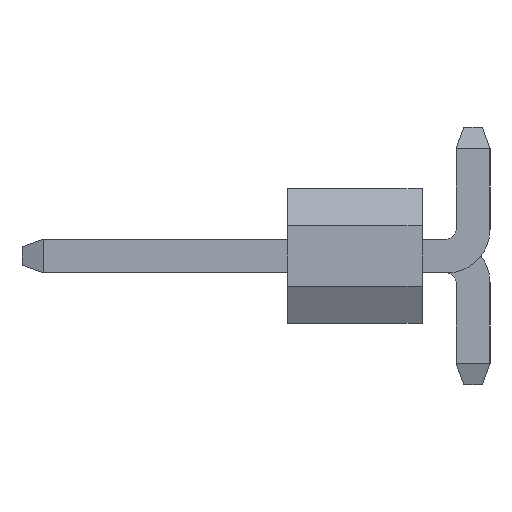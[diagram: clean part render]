
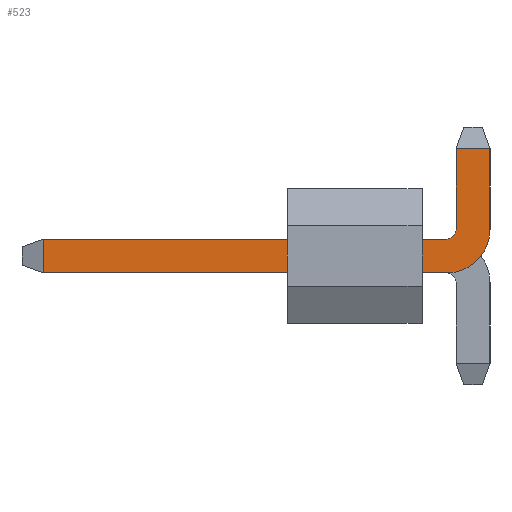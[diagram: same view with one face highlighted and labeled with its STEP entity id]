
A CAD part, left-side view. The second image highlights one B-rep face of the part: STEP entity #523.
In plain terms, the highlighted face is planar.
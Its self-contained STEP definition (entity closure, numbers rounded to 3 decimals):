
#47=CIRCLE('',#564,0.82);
#50=CIRCLE('',#568,0.18);
#59=FACE_OUTER_BOUND('',#87,.T.);
#87=EDGE_LOOP('',(#361,#362,#363,#364,#365,#366,#367,#368));
#109=LINE('',#750,#169);
#115=LINE('',#763,#175);
#124=LINE('',#787,#184);
#125=LINE('',#790,#185);
#126=LINE('',#791,#186);
#127=LINE('',#792,#187);
#169=VECTOR('',#607,1000.);
#175=VECTOR('',#615,1000.);
#184=VECTOR('',#640,1000.);
#185=VECTOR('',#643,1000.);
#186=VECTOR('',#644,1000.);
#187=VECTOR('',#645,1000.);
#229=VERTEX_POINT('',#748);
#230=VERTEX_POINT('',#749);
#235=VERTEX_POINT('',#760);
#236=VERTEX_POINT('',#762);
#238=VERTEX_POINT('',#767);
#239=VERTEX_POINT('',#772);
#243=VERTEX_POINT('',#785);
#244=VERTEX_POINT('',#789);
#269=EDGE_CURVE('',#229,#230,#109,.T.);
#275=EDGE_CURVE('',#236,#235,#115,.T.);
#278=EDGE_CURVE('',#238,#229,#47,.T.);
#282=EDGE_CURVE('',#239,#236,#50,.T.);
#288=EDGE_CURVE('',#238,#243,#124,.T.);
#289=EDGE_CURVE('',#243,#244,#125,.T.);
#290=EDGE_CURVE('',#239,#244,#126,.T.);
#291=EDGE_CURVE('',#235,#230,#127,.T.);
#361=ORIENTED_EDGE('',*,*,#288,.T.);
#362=ORIENTED_EDGE('',*,*,#289,.T.);
#363=ORIENTED_EDGE('',*,*,#290,.F.);
#364=ORIENTED_EDGE('',*,*,#282,.T.);
#365=ORIENTED_EDGE('',*,*,#275,.T.);
#366=ORIENTED_EDGE('',*,*,#291,.T.);
#367=ORIENTED_EDGE('',*,*,#269,.F.);
#368=ORIENTED_EDGE('',*,*,#278,.F.);
#465=PLANE('',#571);
#523=ADVANCED_FACE('',(#59),#465,.F.);
#564=AXIS2_PLACEMENT_3D('',#769,#620,#621);
#568=AXIS2_PLACEMENT_3D('',#776,#629,#630);
#571=AXIS2_PLACEMENT_3D('',#788,#641,#642);
#607=DIRECTION('',(0.,1.,0.));
#615=DIRECTION('',(0.,1.,0.));
#620=DIRECTION('center_axis',(-1.,0.,0.));
#621=DIRECTION('ref_axis',(0.,0.,1.));
#629=DIRECTION('center_axis',(-1.,0.,0.));
#630=DIRECTION('ref_axis',(0.,0.,1.));
#640=DIRECTION('',(0.,0.,-1.));
#641=DIRECTION('center_axis',(-1.,0.,0.));
#642=DIRECTION('ref_axis',(0.,-1.,0.));
#643=DIRECTION('',(0.,1.,0.));
#644=DIRECTION('',(0.,0.,-1.));
#645=DIRECTION('',(0.,0.,1.));
#748=CARTESIAN_POINT('',(0.32,-4.86,2.744));
#749=CARTESIAN_POINT('',(0.32,2.74,2.744));
#750=CARTESIAN_POINT('',(0.32,-4.86,2.744));
#760=CARTESIAN_POINT('',(0.32,2.74,2.104));
#762=CARTESIAN_POINT('',(0.32,-4.86,2.104));
#763=CARTESIAN_POINT('',(0.32,-4.86,2.104));
#767=CARTESIAN_POINT('',(0.32,-5.68,1.924));
#769=CARTESIAN_POINT('Origin',(0.32,-4.86,1.924));
#772=CARTESIAN_POINT('',(0.32,-5.04,1.924));
#776=CARTESIAN_POINT('Origin',(0.32,-4.86,1.924));
#785=CARTESIAN_POINT('',(0.32,-5.68,0.4));
#787=CARTESIAN_POINT('',(0.32,-5.68,1.924));
#788=CARTESIAN_POINT('Origin',(0.32,-5.04,1.924));
#789=CARTESIAN_POINT('',(0.32,-5.04,0.4));
#790=CARTESIAN_POINT('',(0.32,-5.04,0.4));
#791=CARTESIAN_POINT('',(0.32,-5.04,1.924));
#792=CARTESIAN_POINT('',(0.32,2.74,1.924));
